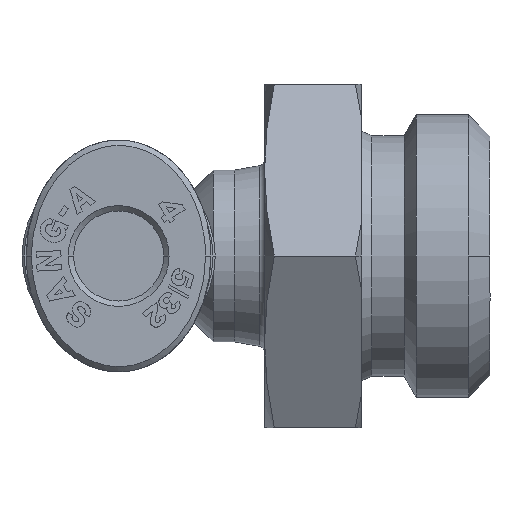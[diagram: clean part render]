
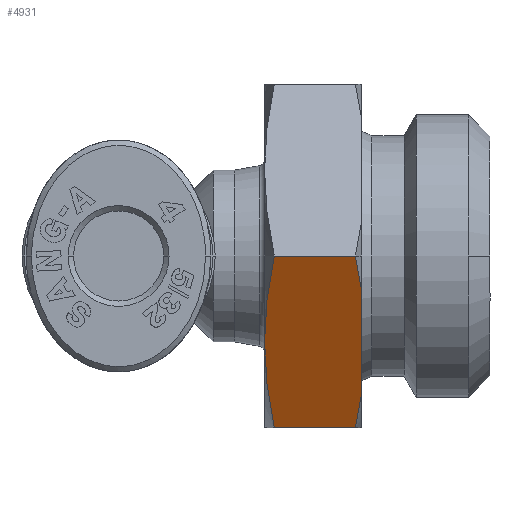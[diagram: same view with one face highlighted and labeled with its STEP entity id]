
A CAD part, left-side view. The second image highlights one B-rep face of the part: STEP entity #4931.
In plain terms, the highlighted face is planar.
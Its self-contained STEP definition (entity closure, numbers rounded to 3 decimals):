
#268 = CARTESIAN_POINT ( 'NONE',  ( 11.253, -5.342, -6.842 ) ) ;
#710 = VERTEX_POINT ( 'NONE', #14604 ) ;
#719 = VERTEX_POINT ( 'NONE', #19204 ) ;
#1226 = EDGE_CURVE ( 'NONE', #9935, #28178, #22311, .T. ) ;
#1245 = CARTESIAN_POINT ( 'NONE',  ( 10.592, -6.487, -11.3 ) ) ;
#1450 = VECTOR ( 'NONE', #16979, 1000. ) ;
#1699 = AXIS2_PLACEMENT_3D ( 'NONE', #15630, #22283, #2108 ) ;
#2108 = DIRECTION ( 'NONE',  ( 0.5, 0.866, 0. ) ) ;
#2386 = CARTESIAN_POINT ( 'NONE',  ( 14.338, 0., -11.032 ) ) ;
#2864 = B_SPLINE_CURVE_WITH_KNOTS ( 'NONE', 3,
 ( #8856, #22323, #24370, #17820, #27046, #11018 ),
 .UNSPECIFIED., .F., .F.,
 ( 4, 2, 4 ),
 ( 0., 0.002, 0.005 ),
 .UNSPECIFIED. ) ;
#4167 = CARTESIAN_POINT ( 'NONE',  ( 14.338, 0., -11.032 ) ) ;
#4931 = ADVANCED_FACE ( 'NONE', ( #17530 ), #26807, .T. ) ;
#5044 = ORIENTED_EDGE ( 'NONE', *, *, #1226, .T. ) ;
#5613 = CARTESIAN_POINT ( 'NONE',  ( 10.009, -7.498, -11.137 ) ) ;
#5712 = CARTESIAN_POINT ( 'NONE',  ( 10.3, -6.994, -11.228 ) ) ;
#5839 = CARTESIAN_POINT ( 'NONE',  ( 14.338, 0., -11.3 ) ) ;
#6484 = VECTOR ( 'NONE', #7026, 1000. ) ;
#7026 = DIRECTION ( 'NONE',  ( 0., 0., -1. ) ) ;
#7757 = EDGE_LOOP ( 'NONE', ( #23166, #18760, #24312, #23080, #12359, #17159, #5044 ) ) ;
#8796 = CARTESIAN_POINT ( 'NONE',  ( 13.464, -1.513, -11.3 ) ) ;
#8856 = CARTESIAN_POINT ( 'NONE',  ( 12.028, -4., -6.8 ) ) ;
#9161 = CARTESIAN_POINT ( 'NONE',  ( 12.028, -4., -6.8 ) ) ;
#9935 = VERTEX_POINT ( 'NONE', #25017 ) ;
#10146 = CARTESIAN_POINT ( 'NONE',  ( 9.719, -8., -11.032 ) ) ;
#10371 = VERTEX_POINT ( 'NONE', #2386 ) ;
#10532 = VERTEX_POINT ( 'NONE', #23183 ) ;
#11018 = CARTESIAN_POINT ( 'NONE',  ( 14.338, 0., -7.25 ) ) ;
#11390 = DIRECTION ( 'NONE',  ( 0., 0., 1. ) ) ;
#11642 = CARTESIAN_POINT ( 'NONE',  ( 9.719, -8., -11.3 ) ) ;
#12359 = ORIENTED_EDGE ( 'NONE', *, *, #20276, .F. ) ;
#14228 = B_SPLINE_CURVE_WITH_KNOTS ( 'NONE', 3,
 ( #8796, #24717, #26594, #4167 ),
 .UNSPECIFIED., .F., .F.,
 ( 4, 4 ),
 ( 0., 0.002 ),
 .UNSPECIFIED. ) ;
#14604 = CARTESIAN_POINT ( 'NONE',  ( 14.338, 0., -7.25 ) ) ;
#14817 = EDGE_CURVE ( 'NONE', #28178, #15930, #22066, .T. ) ;
#15148 = EDGE_CURVE ( 'NONE', #15930, #10532, #15945, .T. ) ;
#15630 = CARTESIAN_POINT ( 'NONE',  ( 14.338, 0., -11.3 ) ) ;
#15930 = VERTEX_POINT ( 'NONE', #1245 ) ;
#15945 = LINE ( 'NONE', #5839, #1450 ) ;
#16979 = DIRECTION ( 'NONE',  ( 0.5, 0.866, 0. ) ) ;
#17159 = ORIENTED_EDGE ( 'NONE', *, *, #23254, .F. ) ;
#17530 = FACE_OUTER_BOUND ( 'NONE', #7757, .T. ) ;
#17820 = CARTESIAN_POINT ( 'NONE',  ( 13.573, -1.325, -6.998 ) ) ;
#18269 = B_SPLINE_CURVE_WITH_KNOTS ( 'NONE', 3,
 ( #24792, #22715, #27067, #268, #22627, #9161 ),
 .UNSPECIFIED., .F., .F.,
 ( 4, 2, 4 ),
 ( 0., 0.002, 0.005 ),
 .UNSPECIFIED. ) ;
#18760 = ORIENTED_EDGE ( 'NONE', *, *, #15148, .T. ) ;
#18846 = VECTOR ( 'NONE', #11390, 1000. ) ;
#19204 = CARTESIAN_POINT ( 'NONE',  ( 12.028, -4., -6.8 ) ) ;
#19826 = EDGE_CURVE ( 'NONE', #10532, #10371, #14228, .T. ) ;
#20276 = EDGE_CURVE ( 'NONE', #719, #710, #2864, .T. ) ;
#20414 = CARTESIAN_POINT ( 'NONE',  ( 14.338, 0., -11.3 ) ) ;
#21767 = EDGE_CURVE ( 'NONE', #10371, #710, #24822, .T. ) ;
#21926 = CARTESIAN_POINT ( 'NONE',  ( 9.719, -8., -11.032 ) ) ;
#22066 = B_SPLINE_CURVE_WITH_KNOTS ( 'NONE', 3,
 ( #10146, #5613, #5712, #25883 ),
 .UNSPECIFIED., .F., .F.,
 ( 4, 4 ),
 ( 0., 0.002 ),
 .UNSPECIFIED. ) ;
#22283 = DIRECTION ( 'NONE',  ( 0.866, -0.5, 0. ) ) ;
#22311 = LINE ( 'NONE', #11642, #6484 ) ;
#22323 = CARTESIAN_POINT ( 'NONE',  ( 12.417, -3.327, -6.8 ) ) ;
#22627 = CARTESIAN_POINT ( 'NONE',  ( 11.64, -4.673, -6.8 ) ) ;
#22715 = CARTESIAN_POINT ( 'NONE',  ( 10.101, -7.339, -7.111 ) ) ;
#23080 = ORIENTED_EDGE ( 'NONE', *, *, #21767, .T. ) ;
#23166 = ORIENTED_EDGE ( 'NONE', *, *, #14817, .T. ) ;
#23183 = CARTESIAN_POINT ( 'NONE',  ( 13.464, -1.513, -11.3 ) ) ;
#23254 = EDGE_CURVE ( 'NONE', #9935, #719, #18269, .T. ) ;
#24312 = ORIENTED_EDGE ( 'NONE', *, *, #19826, .T. ) ;
#24370 = CARTESIAN_POINT ( 'NONE',  ( 12.803, -2.658, -6.842 ) ) ;
#24717 = CARTESIAN_POINT ( 'NONE',  ( 13.757, -1.006, -11.228 ) ) ;
#24792 = CARTESIAN_POINT ( 'NONE',  ( 9.719, -8., -7.25 ) ) ;
#24822 = LINE ( 'NONE', #20414, #18846 ) ;
#25017 = CARTESIAN_POINT ( 'NONE',  ( 9.719, -8., -7.25 ) ) ;
#25883 = CARTESIAN_POINT ( 'NONE',  ( 10.592, -6.487, -11.3 ) ) ;
#26594 = CARTESIAN_POINT ( 'NONE',  ( 14.048, -0.502, -11.137 ) ) ;
#26807 = PLANE ( 'NONE',  #1699 ) ;
#27046 = CARTESIAN_POINT ( 'NONE',  ( 13.956, -0.661, -7.111 ) ) ;
#27067 = CARTESIAN_POINT ( 'NONE',  ( 10.484, -6.675, -6.998 ) ) ;
#28178 = VERTEX_POINT ( 'NONE', #21926 ) ;
